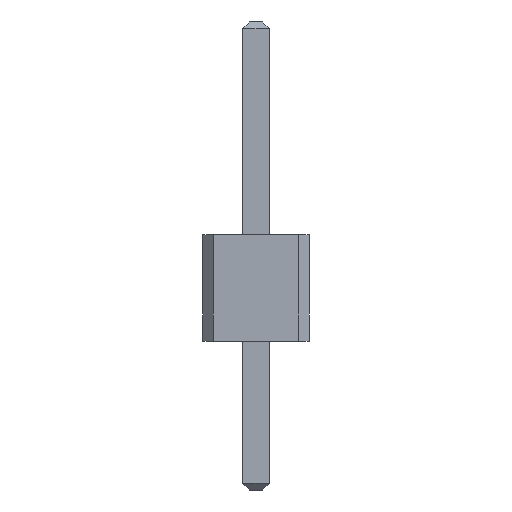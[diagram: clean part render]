
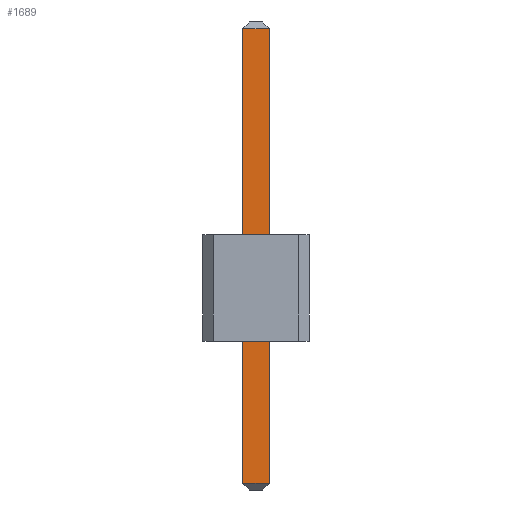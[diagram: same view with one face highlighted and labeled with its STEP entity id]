
A CAD part, front view. The second image highlights one B-rep face of the part: STEP entity #1689.
In plain terms, the highlighted planar face has unit normal (0, -1, 0).
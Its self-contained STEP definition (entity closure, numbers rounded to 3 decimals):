
#13=DIRECTION('',(0.,0.,1.));
#27=VECTOR('',#13,1.);
#67=DIRECTION('',(1.,0.,0.));
#782=VECTOR('',#67,1.);
#793=DIRECTION('',(0.,1.,0.));
#1666=EDGE_CURVE('',#1667,#1669,#1671,.T.);
#1667=VERTEX_POINT('',#1668);
#1668=CARTESIAN_POINT('',(-0.25,-24.25,-2.675));
#1669=VERTEX_POINT('',#1670);
#1670=CARTESIAN_POINT('',(-0.25,-24.25,5.875));
#1671=LINE('',#1672,#27);
#1672=CARTESIAN_POINT('',(-0.25,-24.25,-2.8));
#1689=ADVANCED_FACE('',(#1690),#1707,.F.);
#1690=FACE_BOUND('',#1691,.F.);
#1691=EDGE_LOOP('',(#1692,#1700,#1703,#1704));
#1692=ORIENTED_EDGE('',*,*,#1693,.F.);
#1693=EDGE_CURVE('',#1694,#1696,#1698,.T.);
#1694=VERTEX_POINT('',#1695);
#1695=CARTESIAN_POINT('',(0.25,-24.25,-2.675));
#1696=VERTEX_POINT('',#1697);
#1697=CARTESIAN_POINT('',(0.25,-24.25,5.875));
#1698=LINE('',#1699,#27);
#1699=CARTESIAN_POINT('',(0.25,-24.25,-2.8));
#1700=ORIENTED_EDGE('',*,*,#1701,.F.);
#1701=EDGE_CURVE('',#1667,#1694,#1702,.T.);
#1702=LINE('',#1668,#782);
#1703=ORIENTED_EDGE('',*,*,#1666,.T.);
#1704=ORIENTED_EDGE('',*,*,#1705,.T.);
#1705=EDGE_CURVE('',#1669,#1696,#1706,.T.);
#1706=LINE('',#1670,#782);
#1707=PLANE('',#1708);
#1708=AXIS2_PLACEMENT_3D('',#1672,#793,#13);
